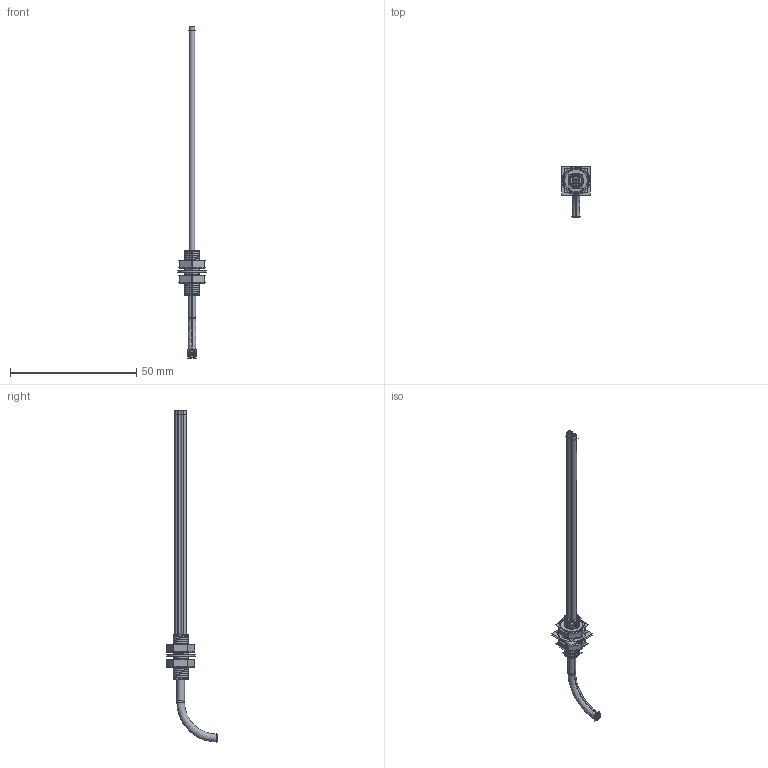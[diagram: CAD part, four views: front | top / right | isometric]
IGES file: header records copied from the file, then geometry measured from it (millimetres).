
Start section:  PTC IGES file: 193352.igs
Global section: file name: 193352.igs; native system: Creo Parametric by Parametric Technology Corporation; preprocessor: 2013230; author: pdmadmin; organization: Unknown; date: 20160302.093345; units: millimetre
Bounding box: 11.44 x 20.39 x 131.46 mm (x, y, z)
Volume: 1232.6 mm3; surface area: 29186.8 mm2
Topology: 9 solids, 11 shells, 344 faces, 1776 edges, 2278 vertices
Faces by surface type: revolution 224, bspline 120
